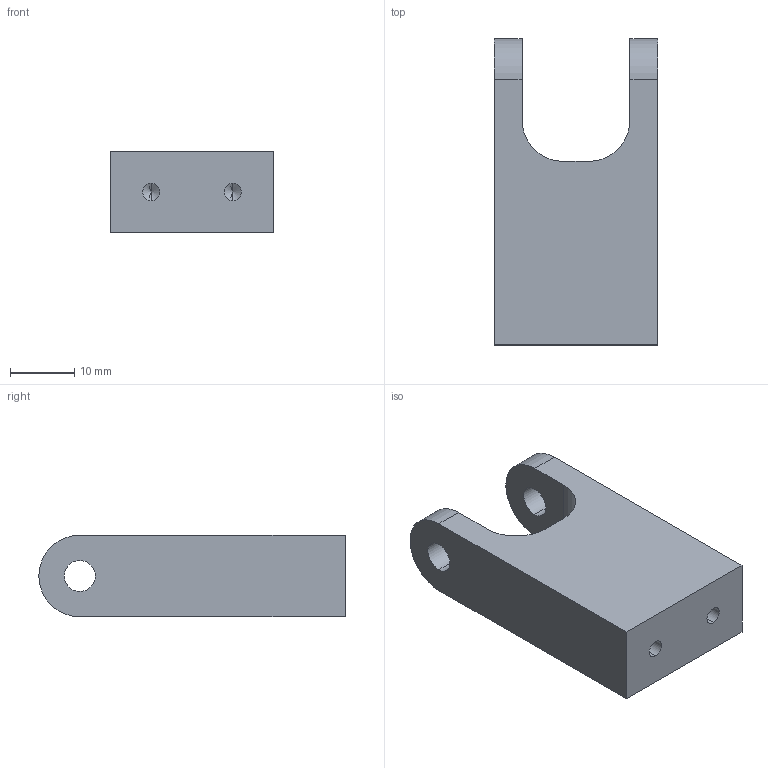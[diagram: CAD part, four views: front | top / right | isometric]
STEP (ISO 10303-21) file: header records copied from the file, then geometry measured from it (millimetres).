
FILE_DESCRIPTION (( 'STEP AP214' ), '1' );
FILE_NAME ('Stationary Linkage Base.STEP', '2016-02-13T16:56:54', ( '' ), ( '' ), 'SwSTEP 2.0', 'SolidWorks 2015', '' );
FILE_SCHEMA (( 'AUTOMOTIVE_DESIGN' ));
Length unit declared in the file: inch
Products named in the file (1): Stationary Linkage Base
Bounding box: 25.4 x 47.62 x 12.7 mm (x, y, z)
Volume: 11117.1 mm3; surface area: 4174.9 mm2
Topology: 1 solids, 1 shells, 24 faces, 62 edges, 38 vertices
Faces by surface type: cylinder 12, plane 8, cone 4
Entity records: 810 total; most frequent: DIRECTION 132, CARTESIAN_POINT 121, ORIENTED_EDGE 116, EDGE_CURVE 58, AXIS2_PLACEMENT_3D 49, VERTEX_POINT 38, LINE 34, VECTOR 34
